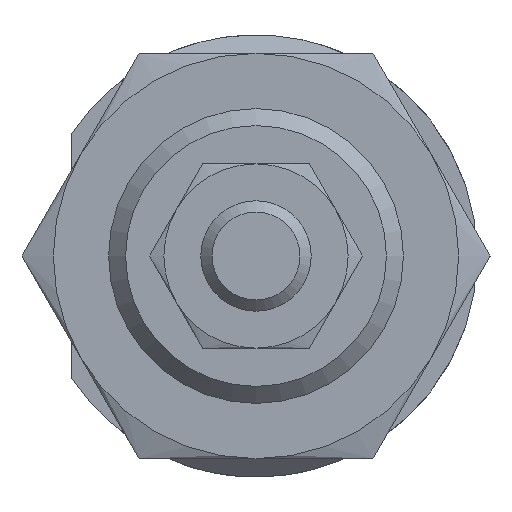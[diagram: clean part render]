
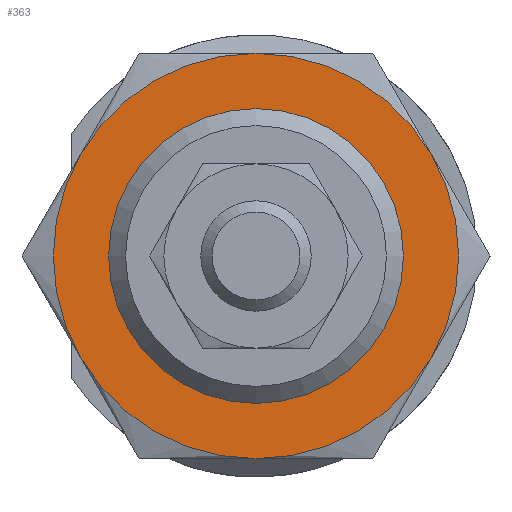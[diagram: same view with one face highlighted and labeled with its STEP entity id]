
A CAD part, left-side view. The second image highlights one B-rep face of the part: STEP entity #363.
In plain terms, the highlighted planar face has unit normal (-1, 0, 0).
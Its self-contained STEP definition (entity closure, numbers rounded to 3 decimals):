
#363 = ADVANCED_FACE( '', ( #723, #724 ), #725, .F. );
#723 = FACE_OUTER_BOUND( '', #1121, .T. );
#724 = FACE_BOUND( '', #1122, .T. );
#725 = PLANE( '', #1123 );
#1121 = EDGE_LOOP( '', ( #1759, #1760, #1761, #1762, #1763, #1764 ) );
#1122 = EDGE_LOOP( '', ( #1765 ) );
#1123 = AXIS2_PLACEMENT_3D( '', #1766, #1767, #1768 );
#1759 = ORIENTED_EDGE( '', *, *, #2347, .F. );
#1760 = ORIENTED_EDGE( '', *, *, #2471, .F. );
#1761 = ORIENTED_EDGE( '', *, *, #2472, .F. );
#1762 = ORIENTED_EDGE( '', *, *, #2473, .F. );
#1763 = ORIENTED_EDGE( '', *, *, #2261, .F. );
#1764 = ORIENTED_EDGE( '', *, *, #2428, .F. );
#1765 = ORIENTED_EDGE( '', *, *, #2474, .T. );
#1766 = CARTESIAN_POINT( '', ( 0., 0., 0. ) );
#1767 = DIRECTION( '', ( 1., 0., 0. ) );
#1768 = DIRECTION( '', ( 0., 0., -1. ) );
#2261 = EDGE_CURVE( '', #2615, #2612, #2617, .T. );
#2347 = EDGE_CURVE( '', #2758, #2760, #2761, .T. );
#2428 = EDGE_CURVE( '', #2760, #2615, #2892, .T. );
#2471 = EDGE_CURVE( '', #2950, #2758, #2951, .T. );
#2472 = EDGE_CURVE( '', #2952, #2950, #2953, .T. );
#2473 = EDGE_CURVE( '', #2612, #2952, #2954, .T. );
#2474 = EDGE_CURVE( '', #2955, #2955, #2956, .T. );
#2612 = VERTEX_POINT( '', #3131 );
#2615 = VERTEX_POINT( '', #3139 );
#2617 = CIRCLE( '', #3146, 11. );
#2758 = VERTEX_POINT( '', #3347 );
#2760 = VERTEX_POINT( '', #3354 );
#2761 = CIRCLE( '', #3355, 11. );
#2892 = CIRCLE( '', #3596, 11. );
#2950 = VERTEX_POINT( '', #3683 );
#2951 = CIRCLE( '', #3684, 11. );
#2952 = VERTEX_POINT( '', #3685 );
#2953 = CIRCLE( '', #3686, 11. );
#2954 = CIRCLE( '', #3687, 11. );
#2955 = VERTEX_POINT( '', #3688 );
#2956 = CIRCLE( '', #3689, 8. );
#3131 = CARTESIAN_POINT( '', ( 0., -9.526, 5.5 ) );
#3139 = CARTESIAN_POINT( '', ( 0., 0., 11. ) );
#3146 = AXIS2_PLACEMENT_3D( '', #3936, #3937, #3938 );
#3347 = CARTESIAN_POINT( '', ( 0., 9.526, -5.5 ) );
#3354 = CARTESIAN_POINT( '', ( 0., 9.526, 5.5 ) );
#3355 = AXIS2_PLACEMENT_3D( '', #4040, #4041, #4042 );
#3596 = AXIS2_PLACEMENT_3D( '', #4117, #4118, #4119 );
#3683 = CARTESIAN_POINT( '', ( 0., 0., -11. ) );
#3684 = AXIS2_PLACEMENT_3D( '', #4173, #4174, #4175 );
#3685 = CARTESIAN_POINT( '', ( 0., -9.526, -5.5 ) );
#3686 = AXIS2_PLACEMENT_3D( '', #4176, #4177, #4178 );
#3687 = AXIS2_PLACEMENT_3D( '', #4179, #4180, #4181 );
#3688 = CARTESIAN_POINT( '', ( 0., 0., -8. ) );
#3689 = AXIS2_PLACEMENT_3D( '', #4182, #4183, #4184 );
#3936 = CARTESIAN_POINT( '', ( 0., 0., 0. ) );
#3937 = DIRECTION( '', ( 1., 0., 0. ) );
#3938 = DIRECTION( '', ( 0., 0., -1. ) );
#4040 = CARTESIAN_POINT( '', ( 0., 0., 0. ) );
#4041 = DIRECTION( '', ( 1., 0., 0. ) );
#4042 = DIRECTION( '', ( 0., 0., -1. ) );
#4117 = CARTESIAN_POINT( '', ( 0., 0., 0. ) );
#4118 = DIRECTION( '', ( 1., 0., 0. ) );
#4119 = DIRECTION( '', ( 0., 0., -1. ) );
#4173 = CARTESIAN_POINT( '', ( 0., 0., 0. ) );
#4174 = DIRECTION( '', ( 1., 0., 0. ) );
#4175 = DIRECTION( '', ( 0., 0., -1. ) );
#4176 = CARTESIAN_POINT( '', ( 0., 0., 0. ) );
#4177 = DIRECTION( '', ( 1., 0., 0. ) );
#4178 = DIRECTION( '', ( 0., 0., -1. ) );
#4179 = CARTESIAN_POINT( '', ( 0., 0., 0. ) );
#4180 = DIRECTION( '', ( 1., 0., 0. ) );
#4181 = DIRECTION( '', ( 0., 0., -1. ) );
#4182 = CARTESIAN_POINT( '', ( 0., 0., 0. ) );
#4183 = DIRECTION( '', ( 1., 0., 0. ) );
#4184 = DIRECTION( '', ( 0., 0., -1. ) );
